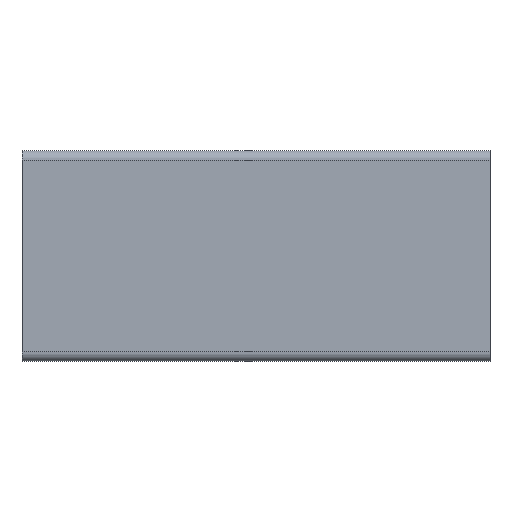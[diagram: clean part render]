
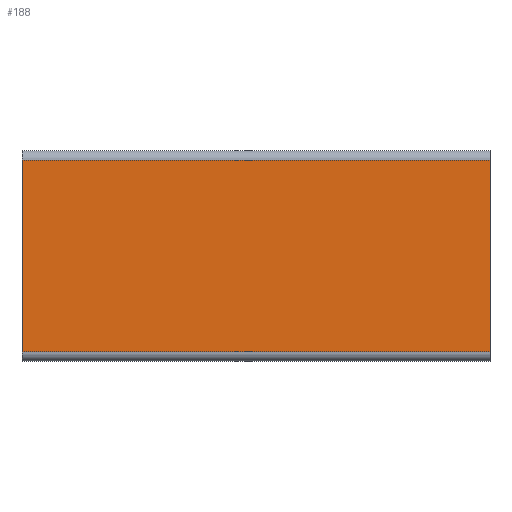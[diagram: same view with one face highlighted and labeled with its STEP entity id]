
A CAD part, left-side view. The second image highlights one B-rep face of the part: STEP entity #188.
In plain terms, the highlighted planar face has unit normal (-1, 0, 0).
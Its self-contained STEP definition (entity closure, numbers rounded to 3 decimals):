
#188 = ADVANCED_FACE( '', ( #527 ), #528, .T. );
#527 = FACE_OUTER_BOUND( '', #1022, .T. );
#528 = PLANE( '', #1023 );
#1022 = EDGE_LOOP( '', ( #1521, #1522, #1523, #1524 ) );
#1023 = AXIS2_PLACEMENT_3D( '', #1525, #1526, #1527 );
#1521 = ORIENTED_EDGE( '', *, *, #3103, .F. );
#1522 = ORIENTED_EDGE( '', *, *, #3104, .F. );
#1523 = ORIENTED_EDGE( '', *, *, #3105, .T. );
#1524 = ORIENTED_EDGE( '', *, *, #3106, .T. );
#1525 = CARTESIAN_POINT( '', ( -15., 100., 20.5 ) );
#1526 = DIRECTION( '', ( -1., 0., 0. ) );
#1527 = DIRECTION( '', ( 0., 0., 1. ) );
#3103 = EDGE_CURVE( '', #3745, #3746, #3747, .T. );
#3104 = EDGE_CURVE( '', #3748, #3745, #3749, .T. );
#3105 = EDGE_CURVE( '', #3748, #3750, #3751, .T. );
#3106 = EDGE_CURVE( '', #3750, #3746, #3752, .T. );
#3745 = VERTEX_POINT( '', #4703 );
#3746 = VERTEX_POINT( '', #4704 );
#3747 = LINE( '', #4705, #4706 );
#3748 = VERTEX_POINT( '', #4707 );
#3749 = LINE( '', #4708, #4709 );
#3750 = VERTEX_POINT( '', #4710 );
#3751 = LINE( '', #4711, #4712 );
#3752 = LINE( '', #4713, #4714 );
#4703 = CARTESIAN_POINT( '', ( -15., 0., 20.5 ) );
#4704 = CARTESIAN_POINT( '', ( -15., 0., -20.5 ) );
#4705 = CARTESIAN_POINT( '', ( -15., 0., 20.5 ) );
#4706 = VECTOR( '', #5962, 1000. );
#4707 = CARTESIAN_POINT( '', ( -15., 100., 20.5 ) );
#4708 = CARTESIAN_POINT( '', ( -15., 100., 20.5 ) );
#4709 = VECTOR( '', #5963, 1000. );
#4710 = CARTESIAN_POINT( '', ( -15., 100., -20.5 ) );
#4711 = CARTESIAN_POINT( '', ( -15., 100., 20.5 ) );
#4712 = VECTOR( '', #5964, 1000. );
#4713 = CARTESIAN_POINT( '', ( -15., 100., -20.5 ) );
#4714 = VECTOR( '', #5965, 1000. );
#5962 = DIRECTION( '', ( 0., 0., -1. ) );
#5963 = DIRECTION( '', ( 0., -1., 0. ) );
#5964 = DIRECTION( '', ( 0., 0., -1. ) );
#5965 = DIRECTION( '', ( 0., -1., 0. ) );
